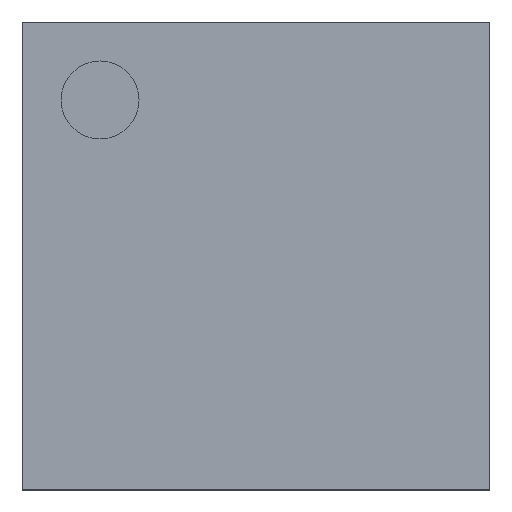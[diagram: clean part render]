
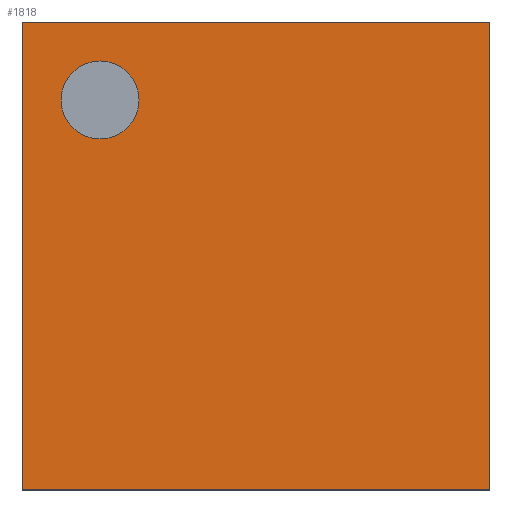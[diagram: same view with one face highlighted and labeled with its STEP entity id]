
A CAD part, top view. The second image highlights one B-rep face of the part: STEP entity #1818.
In plain terms, the highlighted planar face has unit normal (0, 0, 1).
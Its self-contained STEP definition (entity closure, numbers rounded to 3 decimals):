
#29=FACE_BOUND($,#241,.T.);
#49=CIRCLE($,#1967,0.25);
#129=FACE_OUTER_BOUND($,#240,.T.);
#240=EDGE_LOOP($,(#1382,#1383,#1384,#1385));
#241=EDGE_LOOP($,(#1386));
#407=LINE($,#2802,#627);
#414=LINE($,#2814,#634);
#419=LINE($,#2827,#639);
#420=LINE($,#2828,#640);
#627=VECTOR($,#2269,3.);
#634=VECTOR($,#2278,3.);
#639=VECTOR($,#2293,3.);
#640=VECTOR($,#2294,3.);
#828=VERTEX_POINT($,#2799);
#829=VERTEX_POINT($,#2801);
#832=VERTEX_POINT($,#2811);
#833=VERTEX_POINT($,#2813);
#836=VERTEX_POINT($,#2823);
#1033=EDGE_CURVE($,#828,#829,#407,.T.);
#1040=EDGE_CURVE($,#832,#833,#414,.T.);
#1046=EDGE_CURVE($,#836,#836,#49,.T.);
#1047=EDGE_CURVE($,#829,#832,#419,.T.);
#1048=EDGE_CURVE($,#833,#828,#420,.T.);
#1382=ORIENTED_EDGE($,*,*,#1040,.F.);
#1383=ORIENTED_EDGE($,*,*,#1047,.F.);
#1384=ORIENTED_EDGE($,*,*,#1033,.F.);
#1385=ORIENTED_EDGE($,*,*,#1048,.F.);
#1386=ORIENTED_EDGE($,*,*,#1046,.T.);
#1716=PLANE($,#1969);
#1818=ADVANCED_FACE($,(#129,#29),#1716,.F.);
#1967=AXIS2_PLACEMENT_3D($,#2824,#2287,#2288);
#1969=AXIS2_PLACEMENT_3D($,#2826,#2291,#2292);
#2269=DIRECTION($,(0.,1.,0.));
#2278=DIRECTION($,(0.,-1.,0.));
#2287=DIRECTION('center_axis',(0.,0.,-1.));
#2288=DIRECTION('ref_axis',(1.,0.,0.));
#2291=DIRECTION('center_axis',(0.,0.,-1.));
#2292=DIRECTION('ref_axis',(1.,0.,0.));
#2293=DIRECTION($,(1.,0.,0.));
#2294=DIRECTION($,(-1.,0.,0.));
#2799=CARTESIAN_POINT('',(-1.5,-1.5,0.8));
#2801=CARTESIAN_POINT('',(-1.5,1.5,0.8));
#2802=CARTESIAN_POINT($,(-1.5,0.,0.8));
#2811=CARTESIAN_POINT('',(1.5,1.5,0.8));
#2813=CARTESIAN_POINT('',(1.5,-1.5,0.8));
#2814=CARTESIAN_POINT($,(1.5,0.,0.8));
#2823=CARTESIAN_POINT('',(-0.75,1.,0.8));
#2824=CARTESIAN_POINT('Origin',(-1.,1.,0.8));
#2826=CARTESIAN_POINT('Origin',(0.,0.,0.8));
#2827=CARTESIAN_POINT($,(0.,1.5,0.8));
#2828=CARTESIAN_POINT($,(0.,-1.5,0.8));
